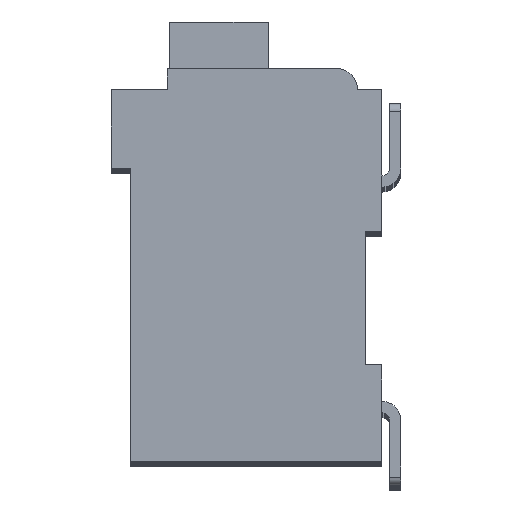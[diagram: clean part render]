
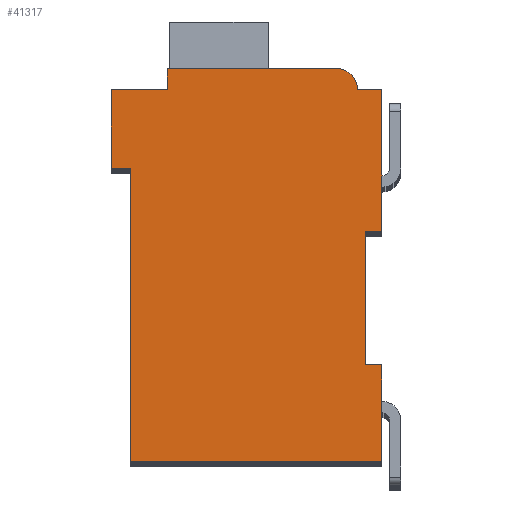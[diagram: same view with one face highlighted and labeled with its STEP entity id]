
A CAD part, top view. The second image highlights one B-rep face of the part: STEP entity #41317.
In plain terms, the highlighted planar face has unit normal (0, 0, 1).
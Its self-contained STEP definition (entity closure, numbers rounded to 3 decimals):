
#12670=DIRECTION('',(1.,0.,0.));
#12671=VECTOR('',#12670,0.5);
#12672=CARTESIAN_POINT('',(7.3,7.15,2.1));
#12673=LINE('',#12672,#12671);
#12674=DIRECTION('',(0.,1.,0.));
#12675=VECTOR('',#12674,4.15);
#12676=CARTESIAN_POINT('',(7.3,3.,2.1));
#12677=LINE('',#12676,#12675);
#12678=DIRECTION('',(-1.,0.,0.));
#12679=VECTOR('',#12678,0.5);
#12680=CARTESIAN_POINT('',(7.8,3.,2.1));
#12681=LINE('',#12680,#12679);
#12682=DIRECTION('',(0.,1.,0.));
#12683=VECTOR('',#12682,3.);
#12684=CARTESIAN_POINT('',(7.8,0.,2.1));
#12685=LINE('',#12684,#12683);
#12686=DIRECTION('',(1.,0.,0.));
#12687=VECTOR('',#12686,7.8);
#12688=CARTESIAN_POINT('',(0.,0.,2.1));
#12689=LINE('',#12688,#12687);
#12690=DIRECTION('',(0.,-1.,0.));
#12691=VECTOR('',#12690,9.1);
#12692=CARTESIAN_POINT('',(0.,9.1,2.1));
#12693=LINE('',#12692,#12691);
#12694=DIRECTION('',(1.,0.,0.));
#12695=VECTOR('',#12694,0.6);
#12696=CARTESIAN_POINT('',(-0.6,9.1,2.1));
#12697=LINE('',#12696,#12695);
#12698=DIRECTION('',(0.,-1.,0.));
#12699=VECTOR('',#12698,2.45);
#12700=CARTESIAN_POINT('',(-0.6,11.55,2.1));
#12701=LINE('',#12700,#12699);
#12702=DIRECTION('',(-1.,0.,0.));
#12703=VECTOR('',#12702,1.75);
#12704=CARTESIAN_POINT('',(1.15,11.55,2.1));
#12705=LINE('',#12704,#12703);
#12706=DIRECTION('',(0.,-1.,0.));
#12707=VECTOR('',#12706,0.65);
#12708=CARTESIAN_POINT('',(1.15,12.2,2.1));
#12709=LINE('',#12708,#12707);
#12710=DIRECTION('',(-1.,0.,0.));
#12711=VECTOR('',#12710,5.25);
#12712=CARTESIAN_POINT('',(6.4,12.2,2.1));
#12713=LINE('',#12712,#12711);
#12714=CARTESIAN_POINT('',(6.4,11.55,2.1));
#12715=DIRECTION('',(0.,0.,1.));
#12716=DIRECTION('',(1.,0.,0.));
#12717=AXIS2_PLACEMENT_3D('',#12714,#12715,#12716);
#12719=DIRECTION('',(-1.,0.,0.));
#12720=VECTOR('',#12719,0.75);
#12721=CARTESIAN_POINT('',(7.8,11.55,2.1));
#12722=LINE('',#12721,#12720);
#12723=DIRECTION('',(0.,1.,0.));
#12724=VECTOR('',#12723,4.4);
#12725=CARTESIAN_POINT('',(7.8,7.15,2.1));
#12726=LINE('',#12725,#12724);
#20821=CARTESIAN_POINT('',(7.3,7.15,2.1));
#20822=CARTESIAN_POINT('',(7.8,7.15,2.1));
#20823=VERTEX_POINT('',#20821);
#20824=VERTEX_POINT('',#20822);
#20825=CARTESIAN_POINT('',(7.8,11.55,2.1));
#20826=VERTEX_POINT('',#20825);
#20827=CARTESIAN_POINT('',(7.05,11.55,2.1));
#20828=VERTEX_POINT('',#20827);
#20829=CARTESIAN_POINT('',(6.4,12.2,2.1));
#20830=VERTEX_POINT('',#20829);
#20831=CARTESIAN_POINT('',(1.15,12.2,2.1));
#20832=VERTEX_POINT('',#20831);
#20833=CARTESIAN_POINT('',(1.15,11.55,2.1));
#20834=VERTEX_POINT('',#20833);
#20835=CARTESIAN_POINT('',(-0.6,11.55,2.1));
#20836=VERTEX_POINT('',#20835);
#20837=CARTESIAN_POINT('',(-0.6,9.1,2.1));
#20838=VERTEX_POINT('',#20837);
#20839=CARTESIAN_POINT('',(0.,9.1,2.1));
#20840=VERTEX_POINT('',#20839);
#20841=CARTESIAN_POINT('',(0.,0.,2.1));
#20842=VERTEX_POINT('',#20841);
#20843=CARTESIAN_POINT('',(7.8,0.,2.1));
#20844=VERTEX_POINT('',#20843);
#20845=CARTESIAN_POINT('',(7.8,3.,2.1));
#20846=VERTEX_POINT('',#20845);
#20847=CARTESIAN_POINT('',(7.3,3.,2.1));
#20848=VERTEX_POINT('',#20847);
#41296=CARTESIAN_POINT('',(0.,0.,2.1));
#41297=DIRECTION('',(0.,0.,1.));
#41298=DIRECTION('',(1.,0.,0.));
#41299=AXIS2_PLACEMENT_3D('',#41296,#41297,#41298);
#41300=PLANE('',#41299);
#41301=ORIENTED_EDGE('',*,*,#27370,.F.);
#41302=ORIENTED_EDGE('',*,*,#28310,.F.);
#41303=ORIENTED_EDGE('',*,*,#35576,.F.);
#41304=ORIENTED_EDGE('',*,*,#36111,.F.);
#41305=ORIENTED_EDGE('',*,*,#36730,.F.);
#41306=ORIENTED_EDGE('',*,*,#37547,.F.);
#41307=ORIENTED_EDGE('',*,*,#37868,.F.);
#41308=ORIENTED_EDGE('',*,*,#38177,.F.);
#41309=ORIENTED_EDGE('',*,*,#38645,.F.);
#41310=ORIENTED_EDGE('',*,*,#39536,.F.);
#41311=ORIENTED_EDGE('',*,*,#40240,.F.);
#41312=ORIENTED_EDGE('',*,*,#38696,.F.);
#41313=ORIENTED_EDGE('',*,*,#39297,.F.);
#41314=ORIENTED_EDGE('',*,*,#28205,.F.);
#41315=EDGE_LOOP('',(#41301,#41302,#41303,#41304,#41305,#41306,#41307,#41308,
#41309,#41310,#41311,#41312,#41313,#41314));
#41316=FACE_OUTER_BOUND('',#41315,.F.);
#12718=CIRCLE('',#12717,0.65);
#27370=EDGE_CURVE('',#20823,#20824,#12673,.T.);
#28205=EDGE_CURVE('',#20824,#20826,#12726,.T.);
#28310=EDGE_CURVE('',#20848,#20823,#12677,.T.);
#35576=EDGE_CURVE('',#20846,#20848,#12681,.T.);
#36111=EDGE_CURVE('',#20844,#20846,#12685,.T.);
#36730=EDGE_CURVE('',#20842,#20844,#12689,.T.);
#37547=EDGE_CURVE('',#20840,#20842,#12693,.T.);
#37868=EDGE_CURVE('',#20838,#20840,#12697,.T.);
#38177=EDGE_CURVE('',#20836,#20838,#12701,.T.);
#38645=EDGE_CURVE('',#20834,#20836,#12705,.T.);
#38696=EDGE_CURVE('',#20828,#20830,#12718,.T.);
#39297=EDGE_CURVE('',#20826,#20828,#12722,.T.);
#39536=EDGE_CURVE('',#20832,#20834,#12709,.T.);
#40240=EDGE_CURVE('',#20830,#20832,#12713,.T.);
#41317=ADVANCED_FACE('',(#41316),#41300,.T.);
